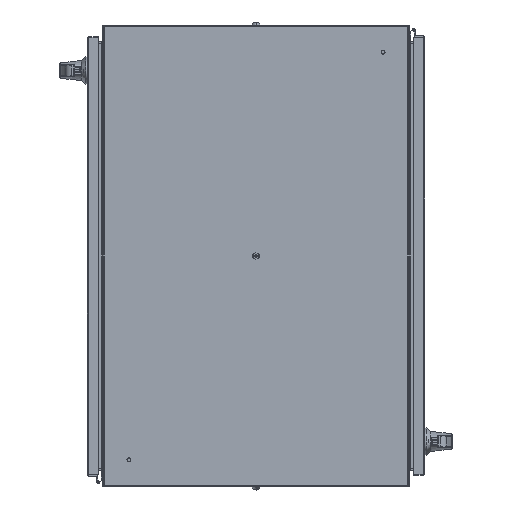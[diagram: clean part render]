
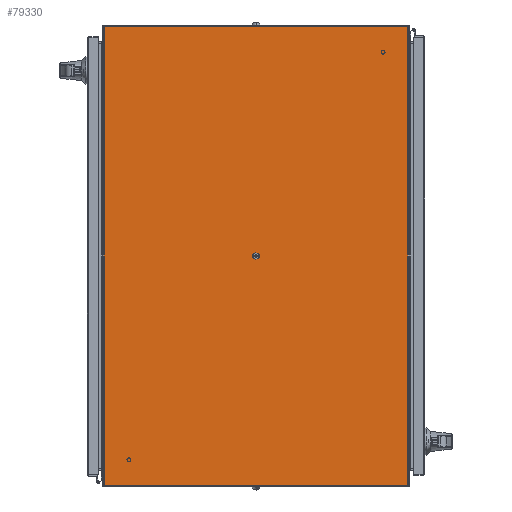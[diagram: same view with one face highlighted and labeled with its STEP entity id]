
A CAD part, front view. The second image highlights one B-rep face of the part: STEP entity #79330.
In plain terms, the highlighted face is planar.
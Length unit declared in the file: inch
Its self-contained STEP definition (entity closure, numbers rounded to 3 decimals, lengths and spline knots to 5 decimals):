
#242 = CARTESIAN_POINT ( 'NONE',  ( 17.935, 11.887, 0. ) ) ;
#5180 = VECTOR ( 'NONE', #144941, 39.37008 ) ;
#18033 = ORIENTED_EDGE ( 'NONE', *, *, #29703, .F. ) ;
#19697 = VERTEX_POINT ( 'NONE', #21064 ) ;
#21064 = CARTESIAN_POINT ( 'NONE',  ( -17.935, -11.887, 0. ) ) ;
#24255 = CARTESIAN_POINT ( 'NONE',  ( -17.935, 12.03, 0. ) ) ;
#29703 = EDGE_CURVE ( 'NONE', #160809, #119506, #161600, .T. ) ;
#32053 = VECTOR ( 'NONE', #92798, 39.37008 ) ;
#41342 = AXIS2_PLACEMENT_3D ( 'NONE', #82216, #122919, #123496 ) ;
#48880 = ORIENTED_EDGE ( 'NONE', *, *, #137001, .F. ) ;
#54454 = CARTESIAN_POINT ( 'NONE',  ( 17.935, -11.887, 0. ) ) ;
#56464 = EDGE_CURVE ( 'NONE', #119506, #73138, #115006, .T. ) ;
#58051 = LINE ( 'NONE', #54454, #102639 ) ;
#60000 = ORIENTED_EDGE ( 'NONE', *, *, #56464, .F. ) ;
#65543 = CARTESIAN_POINT ( 'NONE',  ( 17.935, 12.03, 0. ) ) ;
#68565 = VECTOR ( 'NONE', #158273, 39.37008 ) ;
#73138 = VERTEX_POINT ( 'NONE', #129058 ) ;
#77626 = CARTESIAN_POINT ( 'NONE',  ( 17.935, 11.887, 0. ) ) ;
#79330 = ADVANCED_FACE ( 'NONE', ( #88192 ), #95788, .F. ) ;
#82216 = CARTESIAN_POINT ( 'NONE',  ( 17.935, 12.03, 0. ) ) ;
#88192 = FACE_OUTER_BOUND ( 'NONE', #118340, .T. ) ;
#92798 = DIRECTION ( 'NONE',  ( 0., -1., 0. ) ) ;
#93028 = DIRECTION ( 'NONE',  ( 1., 0., 0. ) ) ;
#95788 = PLANE ( 'NONE',  #41342 ) ;
#102639 = VECTOR ( 'NONE', #93028, 39.37008 ) ;
#107030 = EDGE_CURVE ( 'NONE', #19697, #160809, #58051, .T. ) ;
#112479 = CARTESIAN_POINT ( 'NONE',  ( 17.935, -11.887, 0. ) ) ;
#114469 = LINE ( 'NONE', #24255, #32053 ) ;
#115006 = LINE ( 'NONE', #77626, #5180 ) ;
#118340 = EDGE_LOOP ( 'NONE', ( #60000, #18033, #119761, #48880 ) ) ;
#119506 = VERTEX_POINT ( 'NONE', #242 ) ;
#119761 = ORIENTED_EDGE ( 'NONE', *, *, #107030, .F. ) ;
#122919 = DIRECTION ( 'NONE',  ( 0., 0., 1. ) ) ;
#123496 = DIRECTION ( 'NONE',  ( 1., 0., 0. ) ) ;
#129058 = CARTESIAN_POINT ( 'NONE',  ( -17.935, 11.887, 0. ) ) ;
#137001 = EDGE_CURVE ( 'NONE', #73138, #19697, #114469, .T. ) ;
#144941 = DIRECTION ( 'NONE',  ( -1., 0., 0. ) ) ;
#158273 = DIRECTION ( 'NONE',  ( 0., 1., 0. ) ) ;
#160809 = VERTEX_POINT ( 'NONE', #112479 ) ;
#161600 = LINE ( 'NONE', #65543, #68565 ) ;
